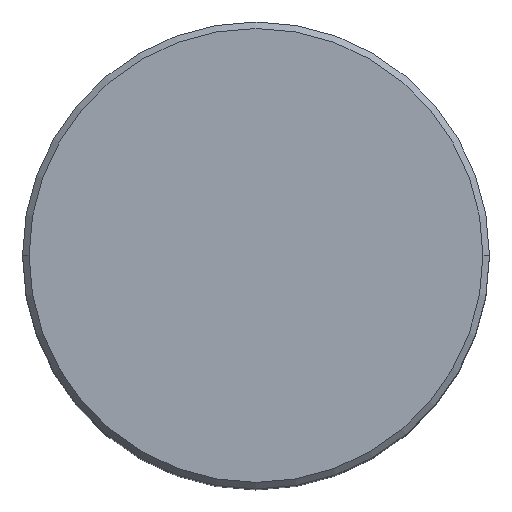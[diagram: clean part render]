
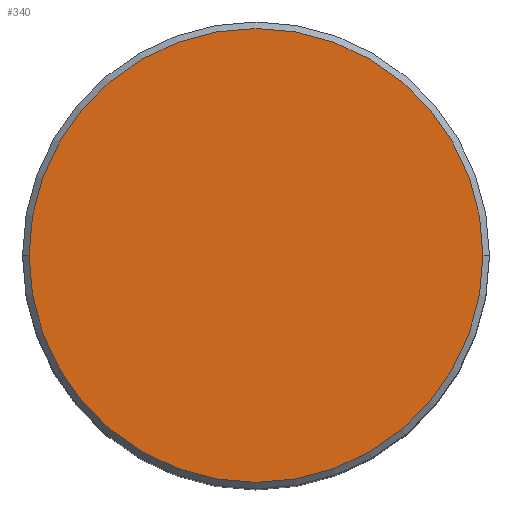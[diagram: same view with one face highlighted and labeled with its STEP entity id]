
A CAD part, top view. The second image highlights one B-rep face of the part: STEP entity #340.
In plain terms, the highlighted planar face has unit normal (0, 0, 1).
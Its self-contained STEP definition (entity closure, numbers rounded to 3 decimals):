
#8 = DIRECTION ( 'NONE',  ( 1., 0., 0. ) ) ;
#11 = EDGE_CURVE ( 'NONE', #449, #253, #263, .T. ) ;
#23 = CARTESIAN_POINT ( 'NONE',  ( 0., 0., 0. ) ) ;
#24 = CARTESIAN_POINT ( 'NONE',  ( 17.5, 0., 0. ) ) ;
#64 = FACE_OUTER_BOUND ( 'NONE', #224, .T. ) ;
#105 = DIRECTION ( 'NONE',  ( 0., 0., 1. ) ) ;
#162 = ORIENTED_EDGE ( 'NONE', *, *, #334, .T. ) ;
#178 = CIRCLE ( 'NONE', #246, 17.5 ) ;
#185 = AXIS2_PLACEMENT_3D ( 'NONE', #188, #412, #521 ) ;
#188 = CARTESIAN_POINT ( 'NONE',  ( 0., 0., 0. ) ) ;
#202 = PLANE ( 'NONE',  #185 ) ;
#224 = EDGE_LOOP ( 'NONE', ( #162, #448 ) ) ;
#246 = AXIS2_PLACEMENT_3D ( 'NONE', #23, #405, #8 ) ;
#253 = VERTEX_POINT ( 'NONE', #363 ) ;
#263 = CIRCLE ( 'NONE', #561, 17.5 ) ;
#291 = DIRECTION ( 'NONE',  ( 1., 0., 0. ) ) ;
#334 = EDGE_CURVE ( 'NONE', #253, #449, #178, .T. ) ;
#340 = ADVANCED_FACE ( 'NONE', ( #64 ), #202, .T. ) ;
#363 = CARTESIAN_POINT ( 'NONE',  ( -17.5, 0., 0. ) ) ;
#374 = CARTESIAN_POINT ( 'NONE',  ( 0., 0., 0. ) ) ;
#405 = DIRECTION ( 'NONE',  ( 0., 0., 1. ) ) ;
#412 = DIRECTION ( 'NONE',  ( 0., 0., 1. ) ) ;
#448 = ORIENTED_EDGE ( 'NONE', *, *, #11, .T. ) ;
#449 = VERTEX_POINT ( 'NONE', #24 ) ;
#521 = DIRECTION ( 'NONE',  ( 1., 0., 0. ) ) ;
#561 = AXIS2_PLACEMENT_3D ( 'NONE', #374, #105, #291 ) ;
